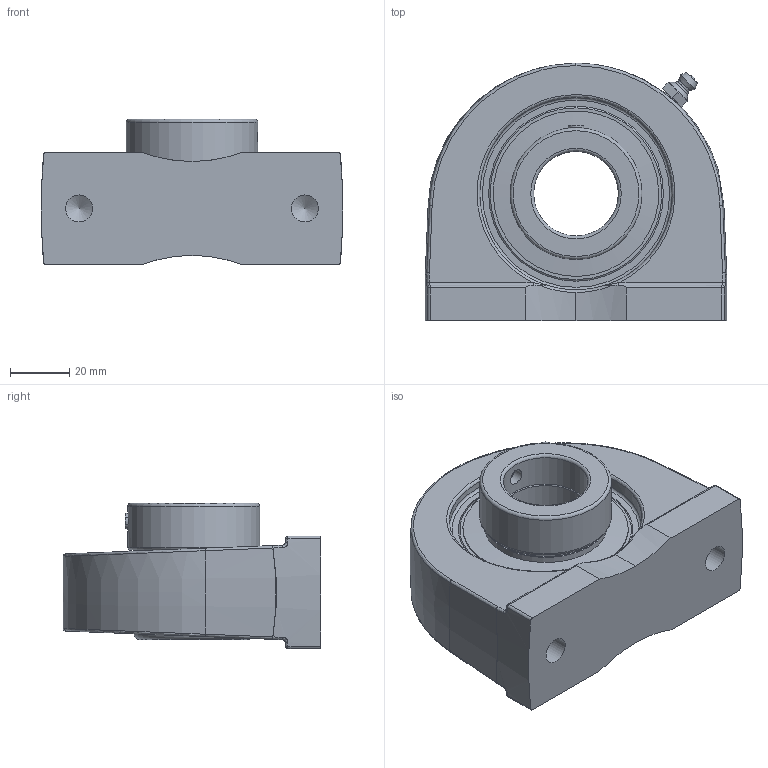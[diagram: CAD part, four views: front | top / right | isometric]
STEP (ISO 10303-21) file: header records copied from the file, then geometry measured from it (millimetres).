
FILE_DESCRIPTION(('HOOPS Exchange Step'),'2;1');
FILE_NAME('export-FFE5A9FA-DE6E-40D5-BCE8-5A373EBDB5D2.stp','2019-12-13T15:03:52-08:00',('ibuslach'),('Alibre'),'HOOPS Exchange 2019.2','Alibre','Unknown authorisation');
FILE_SCHEMA( ('AP242_MANAGED_MODEL_BASED_3D_ENGINEERING_MIM_LF {1 0 10303 442 1 1 4 }') );
Length unit declared in the file: centimetre
Products named in the file (8): MRN SPA 206 (NO LETTERING); UCP ZERK 6mm; SNC 206-18 RACES; SNC 206-18 COLLAR; SNC 206 SS; SNC 206 SHIELD; MRN SNC 206-18; MRN SNCPA 206-18
Assembly tree (8 placements, depth 3):
  MRN SNCPA 206-18
    MRN SPA 206 (NO LETTERING)
    UCP ZERK 6mm
    MRN SNC 206-18
      SNC 206-18 RACES
      SNC 206-18 COLLAR
      SNC 206 SS
      SNC 206 SHIELD  x2
Bounding box: 101.91 x 87 x 49.11 mm (x, y, z)
Volume: 186921.5 mm3; surface area: 56528.8 mm2
Topology: 8 solids, 8 shells, 198 faces, 519 edges, 328 vertices
Faces by surface type: cylinder 57, plane 50, bspline 30, torus 24, cone 22, sphere 15
Full cylindrical faces by diameter (mm): 2.506 x2, 5.359 x2, 5.36 x1, 6 x2, 9.144 x2, 28.575 x2, 37.643 x2, 40.323 x4, 41.338 x2, 44.501 x1, 51.397 x2, 55.88 x2, 65.017 x2
Entity records: 13232 total; most frequent: CARTESIAN_POINT 8418, DIRECTION 989, ORIENTED_EDGE 972, EDGE_CURVE 486, AXIS2_PLACEMENT_3D 427, VERTEX_POINT 314, CIRCLE 228, EDGE_LOOP 214
